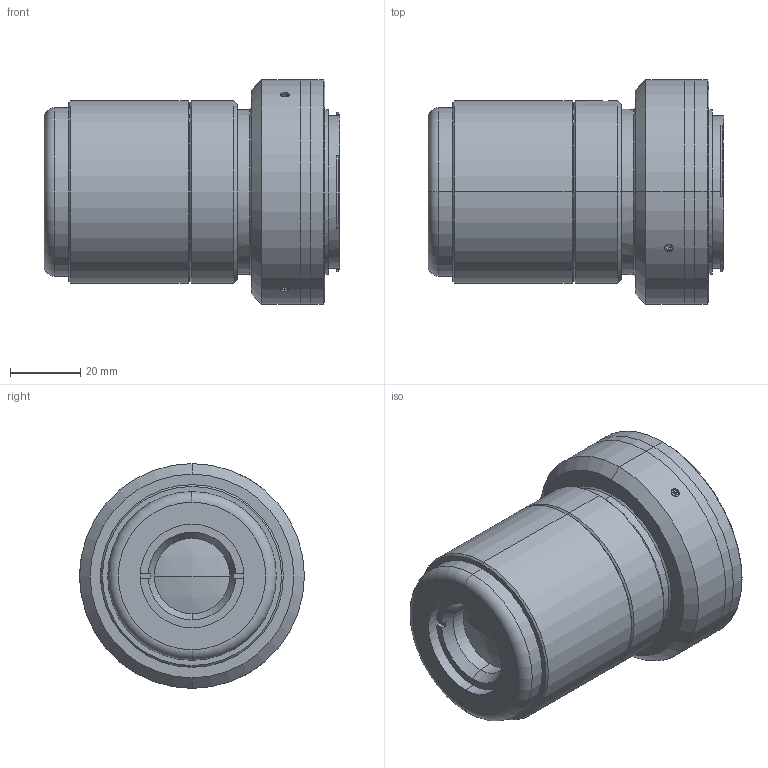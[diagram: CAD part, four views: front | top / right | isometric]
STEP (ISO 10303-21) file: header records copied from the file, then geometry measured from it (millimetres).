
FILE_DESCRIPTION (( 'STEP AP203' ), '1' );
FILE_NAME ('DP23001-B_MC4K025X-F.step', '2022-01-04T08:17:19', ( '' ), ( '' ), 'SwSTEP 2.0', 'SolidWorks 2021', '' );
FILE_SCHEMA (( 'CONFIG_CONTROL_DESIGN' ));
Length unit declared in the file: millimetre
Products named in the file (1): DP23001-B_MC4K025X-F
Bounding box: 84.25 x 64 x 64 mm (x, y, z)
Surface area: 32313 mm2 (no closed solid volume)
Topology: 0 solids, 15 shells, 124 faces, 377 edges, 263 vertices
Faces by surface type: plane 48, cylinder 46, cone 26, sphere 2, torus 2
Entity records: 4743 total; most frequent: CARTESIAN_POINT 1274, DIRECTION 757, ORIENTED_EDGE 593, EDGE_CURVE 377, AXIS2_PLACEMENT_3D 288, VERTEX_POINT 263, VECTOR 181, LINE 181
